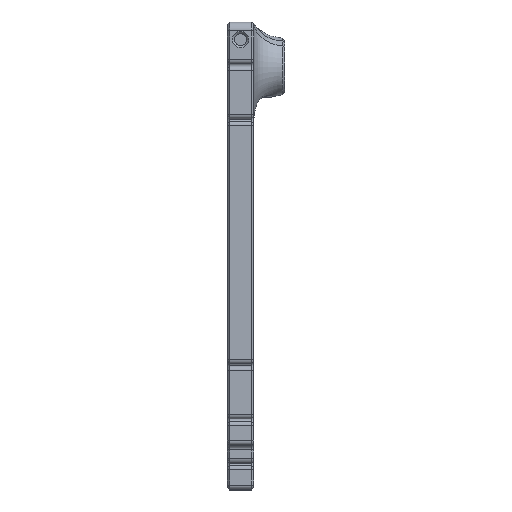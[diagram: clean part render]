
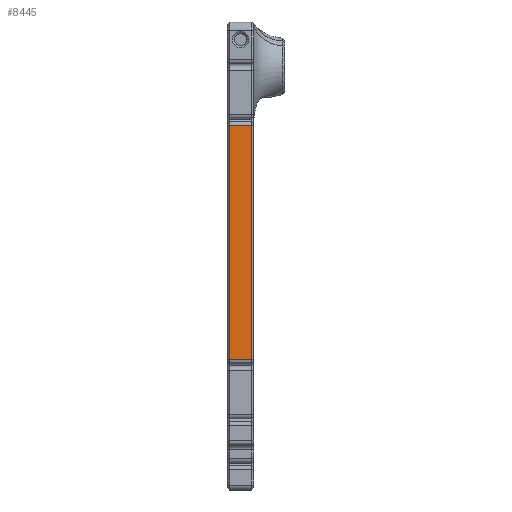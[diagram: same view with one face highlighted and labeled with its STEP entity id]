
A CAD part, top view. The second image highlights one B-rep face of the part: STEP entity #8445.
In plain terms, the highlighted planar face has unit normal (0, 0, 1).
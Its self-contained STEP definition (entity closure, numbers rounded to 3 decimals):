
#1036=FACE_OUTER_BOUND('',#1604,.T.);
#1604=EDGE_LOOP('',(#6646,#6647,#6648,#6649));
#2208=LINE('',#14153,#3004);
#2338=LINE('',#14648,#3134);
#2339=LINE('',#14652,#3135);
#2340=LINE('',#14653,#3136);
#3004=VECTOR('',#10640,10.);
#3134=VECTOR('',#11076,10.);
#3135=VECTOR('',#11081,10.);
#3136=VECTOR('',#11082,10.);
#3991=VERTEX_POINT('',#14147);
#3992=VERTEX_POINT('',#14151);
#4088=VERTEX_POINT('',#14647);
#4089=VERTEX_POINT('',#14651);
#4808=EDGE_CURVE('',#3992,#3991,#2208,.T.);
#5006=EDGE_CURVE('',#3991,#4088,#2338,.T.);
#5008=EDGE_CURVE('',#4089,#3992,#2339,.T.);
#5009=EDGE_CURVE('',#4088,#4089,#2340,.T.);
#6646=ORIENTED_EDGE('',*,*,#4808,.F.);
#6647=ORIENTED_EDGE('',*,*,#5008,.F.);
#6648=ORIENTED_EDGE('',*,*,#5009,.F.);
#6649=ORIENTED_EDGE('',*,*,#5006,.F.);
#8111=PLANE('',#9278);
#8445=ADVANCED_FACE('',(#1036),#8111,.T.);
#9278=AXIS2_PLACEMENT_3D('',#14650,#11079,#11080);
#10640=DIRECTION('',(0.,-1.,0.));
#11076=DIRECTION('',(-1.,0.,0.));
#11079=DIRECTION('center_axis',(0.,0.,1.));
#11080=DIRECTION('ref_axis',(0.,-1.,0.));
#11081=DIRECTION('',(1.,0.,0.));
#11082=DIRECTION('',(0.,1.,0.));
#14147=CARTESIAN_POINT('',(5.5,23.436,80.));
#14151=CARTESIAN_POINT('',(5.5,76.564,80.));
#14153=CARTESIAN_POINT('',(5.5,62.125,80.));
#14647=CARTESIAN_POINT('',(0.5,23.436,80.));
#14648=CARTESIAN_POINT('',(0.,23.436,80.));
#14650=CARTESIAN_POINT('Origin',(0.,77.25,80.));
#14651=CARTESIAN_POINT('',(0.5,76.564,80.));
#14652=CARTESIAN_POINT('',(0.,76.564,80.));
#14653=CARTESIAN_POINT('',(0.5,62.125,80.));
